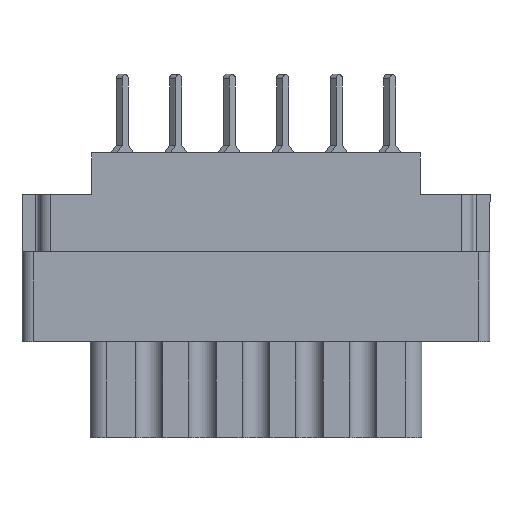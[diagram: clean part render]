
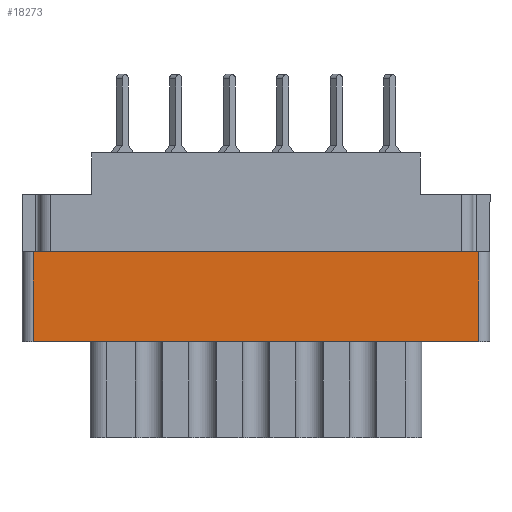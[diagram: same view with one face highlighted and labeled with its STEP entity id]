
A CAD part, front view. The second image highlights one B-rep face of the part: STEP entity #18273.
In plain terms, the highlighted planar face has unit normal (0, -1, 0).
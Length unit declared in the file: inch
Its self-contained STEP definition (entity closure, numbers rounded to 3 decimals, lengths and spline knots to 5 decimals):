
#26 = ORIENTED_EDGE ( 'NONE', *, *, #9054, .F. ) ;
#768 = LINE ( 'NONE', #17240, #9636 ) ;
#1365 = EDGE_CURVE ( 'NONE', #13207, #10487, #768, .T. ) ;
#1468 = VERTEX_POINT ( 'NONE', #14113 ) ;
#2879 = DIRECTION ( 'NONE',  ( 0., 0., 1. ) ) ;
#2912 = FACE_OUTER_BOUND ( 'NONE', #12159, .T. ) ;
#3048 = ORIENTED_EDGE ( 'NONE', *, *, #22945, .F. ) ;
#3600 = LINE ( 'NONE', #21741, #8265 ) ;
#5698 = EDGE_CURVE ( 'NONE', #13207, #1468, #19112, .T. ) ;
#6391 = DIRECTION ( 'NONE',  ( 0., 0., -1. ) ) ;
#7054 = VECTOR ( 'NONE', #2879, 39.37008 ) ;
#8265 = VECTOR ( 'NONE', #14452, 39.37008 ) ;
#8492 = DIRECTION ( 'NONE',  ( 0., 0., 1. ) ) ;
#9054 = EDGE_CURVE ( 'NONE', #10487, #10300, #10502, .T. ) ;
#9636 = VECTOR ( 'NONE', #11752, 39.37008 ) ;
#9927 = CARTESIAN_POINT ( 'NONE',  ( 0.624, -0.343, -0.798 ) ) ;
#10027 = CARTESIAN_POINT ( 'NONE',  ( -0.624, -0.343, -0.529 ) ) ;
#10300 = VERTEX_POINT ( 'NONE', #19835 ) ;
#10487 = VERTEX_POINT ( 'NONE', #10027 ) ;
#10502 = LINE ( 'NONE', #12410, #16083 ) ;
#11405 = AXIS2_PLACEMENT_3D ( 'NONE', #17596, #13891, #6391 ) ;
#11752 = DIRECTION ( 'NONE',  ( -1., 0., 0. ) ) ;
#12159 = EDGE_LOOP ( 'NONE', ( #26, #22872, #20707, #3048 ) ) ;
#12410 = CARTESIAN_POINT ( 'NONE',  ( -0.624, -0.343, -0.798 ) ) ;
#13207 = VERTEX_POINT ( 'NONE', #13311 ) ;
#13311 = CARTESIAN_POINT ( 'NONE',  ( 0.624, -0.343, -0.529 ) ) ;
#13891 = DIRECTION ( 'NONE',  ( 0., -1., 0. ) ) ;
#14113 = CARTESIAN_POINT ( 'NONE',  ( 0.624, -0.343, -0.277 ) ) ;
#14452 = DIRECTION ( 'NONE',  ( 1., 0., 0. ) ) ;
#15804 = PLANE ( 'NONE',  #11405 ) ;
#16083 = VECTOR ( 'NONE', #8492, 39.37008 ) ;
#17240 = CARTESIAN_POINT ( 'NONE',  ( 0.624, -0.343, -0.529 ) ) ;
#17596 = CARTESIAN_POINT ( 'NONE',  ( -0.624, -0.343, -0.798 ) ) ;
#18273 = ADVANCED_FACE ( 'NONE', ( #2912 ), #15804, .T. ) ;
#19112 = LINE ( 'NONE', #9927, #7054 ) ;
#19835 = CARTESIAN_POINT ( 'NONE',  ( -0.624, -0.343, -0.277 ) ) ;
#20707 = ORIENTED_EDGE ( 'NONE', *, *, #5698, .T. ) ;
#21741 = CARTESIAN_POINT ( 'NONE',  ( -0.656, -0.343, -0.277 ) ) ;
#22872 = ORIENTED_EDGE ( 'NONE', *, *, #1365, .F. ) ;
#22945 = EDGE_CURVE ( 'NONE', #10300, #1468, #3600, .T. ) ;
